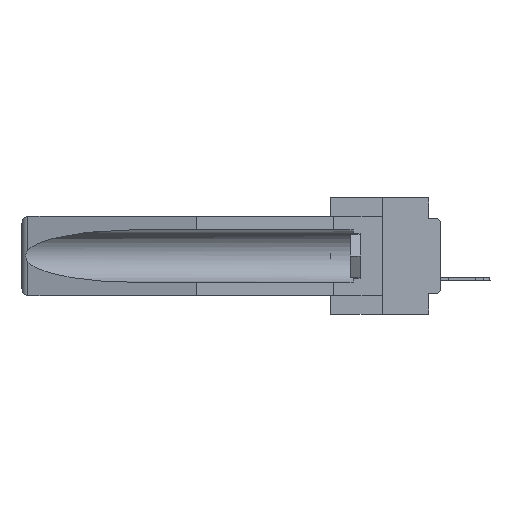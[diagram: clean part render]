
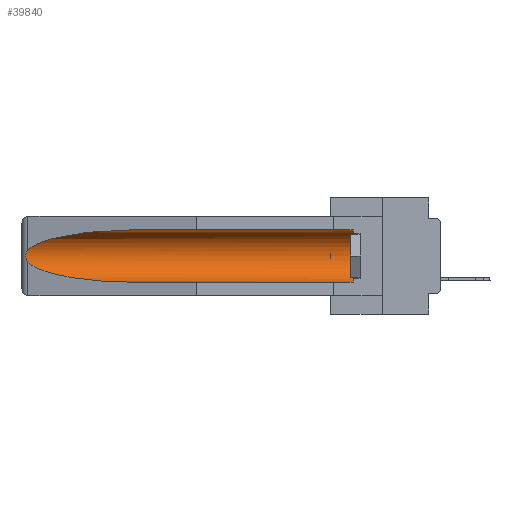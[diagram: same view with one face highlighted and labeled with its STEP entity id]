
A CAD part, left-side view. The second image highlights one B-rep face of the part: STEP entity #39840.
In plain terms, the highlighted cylindrical face has radius 2.857 mm (diameter 5.715 mm), a partial arc.
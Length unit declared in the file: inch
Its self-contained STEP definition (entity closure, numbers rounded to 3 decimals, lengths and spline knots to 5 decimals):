
#257 = CARTESIAN_POINT ( 'NONE',  ( 0.2675, 1.53308, -0.17534 ) ) ;
#2135 = AXIS2_PLACEMENT_3D ( 'NONE', #37422, #25285, #34856 ) ;
#2624 = CARTESIAN_POINT ( 'NONE',  ( 0.155, 1.07973, -0.059 ) ) ;
#3228 = CARTESIAN_POINT ( 'NONE',  ( 0.26597, 1.52961, -0.15275 ) ) ;
#3655 = VECTOR ( 'NONE', #21231, 39.37008 ) ;
#3664 = EDGE_CURVE ( 'NONE', #33286, #3874, #31051, .T. ) ;
#3874 = VERTEX_POINT ( 'NONE', #38735 ) ;
#4147 = EDGE_CURVE ( 'NONE', #7885, #33286, #8775, .T. ) ;
#5649 = VERTEX_POINT ( 'NONE', #33414 ) ;
#6483 = CARTESIAN_POINT ( 'NONE',  ( 0.2673, 1.53269, -0.17917 ) ) ;
#7885 = VERTEX_POINT ( 'NONE', #35497 ) ;
#8115 = ORIENTED_EDGE ( 'NONE', *, *, #36805, .T. ) ;
#8261 =( BOUNDED_CURVE ( )  B_SPLINE_CURVE ( 3, ( #2624, #39710, #24467, #12442 ),
 .UNSPECIFIED., .F., .F. ) 
 B_SPLINE_CURVE_WITH_KNOTS ( ( 4, 4 ),
 ( 4.71239, 6.08839 ),
 .UNSPECIFIED. ) 
 CURVE ( )  GEOMETRIC_REPRESENTATION_ITEM ( )  RATIONAL_B_SPLINE_CURVE ( ( 1., 0.848, 0.848, 1. ) ) 
 REPRESENTATION_ITEM ( '' )  );
#8445 = ORIENTED_EDGE ( 'NONE', *, *, #27440, .F. ) ;
#8571 = ORIENTED_EDGE ( 'NONE', *, *, #4147, .T. ) ;
#8775 = B_SPLINE_CURVE_WITH_KNOTS ( 'NONE', 3,
 ( #25073, #3228, #9432, #28186, #9696, #257, #6483, #24684, #18454, #12112 ),
 .UNSPECIFIED., .F., .F.,
 ( 4, 2, 2, 2, 4 ),
 ( 0., 0.00029, 0.00058, 0.00087, 0.00117 ),
 .UNSPECIFIED. ) ;
#9205 = CARTESIAN_POINT ( 'NONE',  ( 0.21114, 1.30732, -0.284 ) ) ;
#9402 = CARTESIAN_POINT ( 'NONE',  ( 0.26537, 1.52718, -0.19328 ) ) ;
#9432 = CARTESIAN_POINT ( 'NONE',  ( 0.26654, 1.53092, -0.15636 ) ) ;
#9696 = CARTESIAN_POINT ( 'NONE',  ( 0.2675, 1.53308, -0.16763 ) ) ;
#10684 = ORIENTED_EDGE ( 'NONE', *, *, #23065, .T. ) ;
#11767 = CARTESIAN_POINT ( 'NONE',  ( 0.155, -0.30754, -0.284 ) ) ;
#11997 = DIRECTION ( 'NONE',  ( 0., 0., 1. ) ) ;
#12112 = CARTESIAN_POINT ( 'NONE',  ( 0.26537, 1.52718, -0.19328 ) ) ;
#12169 = CARTESIAN_POINT ( 'NONE',  ( 0.155, 0.126, -0.284 ) ) ;
#12348 = LINE ( 'NONE', #11767, #3655 ) ;
#12432 = CARTESIAN_POINT ( 'NONE',  ( 0.155, 1.07973, -0.284 ) ) ;
#12442 = CARTESIAN_POINT ( 'NONE',  ( 0.26537, 1.52718, -0.14972 ) ) ;
#14896 = VERTEX_POINT ( 'NONE', #12169 ) ;
#15293 = CARTESIAN_POINT ( 'NONE',  ( 0.26537, 1.52718, -0.19328 ) ) ;
#18454 = CARTESIAN_POINT ( 'NONE',  ( 0.26597, 1.5296, -0.19026 ) ) ;
#19333 = FACE_OUTER_BOUND ( 'NONE', #37534, .T. ) ;
#21231 = DIRECTION ( 'NONE',  ( 0., 1., 0. ) ) ;
#21594 = CARTESIAN_POINT ( 'NONE',  ( 0.155, 0.126, -0.1715 ) ) ;
#22903 = AXIS2_PLACEMENT_3D ( 'NONE', #21594, #30521, #11997 ) ;
#23065 = EDGE_CURVE ( 'NONE', #34392, #5649, #30054, .T. ) ;
#24467 = CARTESIAN_POINT ( 'NONE',  ( 0.25451, 1.48313, -0.09465 ) ) ;
#24684 = CARTESIAN_POINT ( 'NONE',  ( 0.26655, 1.53094, -0.18657 ) ) ;
#25073 = CARTESIAN_POINT ( 'NONE',  ( 0.26537, 1.52718, -0.14972 ) ) ;
#25285 = DIRECTION ( 'NONE',  ( 0., 1., 0. ) ) ;
#27440 = EDGE_CURVE ( 'NONE', #14896, #3874, #12348, .T. ) ;
#27698 = CARTESIAN_POINT ( 'NONE',  ( 0.25451, 1.48313, -0.24835 ) ) ;
#28186 = CARTESIAN_POINT ( 'NONE',  ( 0.2673, 1.5327, -0.16383 ) ) ;
#29060 = VECTOR ( 'NONE', #37737, 39.37008 ) ;
#30054 = LINE ( 'NONE', #31680, #29060 ) ;
#30521 = DIRECTION ( 'NONE',  ( 0., -1., 0. ) ) ;
#31051 =( BOUNDED_CURVE ( )  B_SPLINE_CURVE ( 3, ( #15293, #27698, #9205, #12432 ),
 .UNSPECIFIED., .F., .F. ) 
 B_SPLINE_CURVE_WITH_KNOTS ( ( 4, 4 ),
 ( 0.1948, 1.5708 ),
 .UNSPECIFIED. ) 
 CURVE ( )  GEOMETRIC_REPRESENTATION_ITEM ( )  RATIONAL_B_SPLINE_CURVE ( ( 1., 0.848, 0.848, 1. ) ) 
 REPRESENTATION_ITEM ( '' )  );
#31230 = CIRCLE ( 'NONE', #22903, 0.1125 ) ;
#31680 = CARTESIAN_POINT ( 'NONE',  ( 0.155, -0.30754, -0.059 ) ) ;
#32913 = ORIENTED_EDGE ( 'NONE', *, *, #35586, .T. ) ;
#32943 = CARTESIAN_POINT ( 'NONE',  ( 0.155, 0.126, -0.059 ) ) ;
#33286 = VERTEX_POINT ( 'NONE', #9402 ) ;
#33414 = CARTESIAN_POINT ( 'NONE',  ( 0.155, 1.07973, -0.059 ) ) ;
#34392 = VERTEX_POINT ( 'NONE', #32943 ) ;
#34856 = DIRECTION ( 'NONE',  ( 0., 0., 1. ) ) ;
#35497 = CARTESIAN_POINT ( 'NONE',  ( 0.26537, 1.52718, -0.14972 ) ) ;
#35586 = EDGE_CURVE ( 'NONE', #14896, #34392, #31230, .T. ) ;
#36712 = CYLINDRICAL_SURFACE ( 'NONE', #2135, 0.1125 ) ;
#36805 = EDGE_CURVE ( 'NONE', #5649, #7885, #8261, .T. ) ;
#37422 = CARTESIAN_POINT ( 'NONE',  ( 0.155, -0.30754, -0.1715 ) ) ;
#37534 = EDGE_LOOP ( 'NONE', ( #8115, #8571, #37950, #8445, #32913, #10684 ) ) ;
#37737 = DIRECTION ( 'NONE',  ( 0., 1., 0. ) ) ;
#37950 = ORIENTED_EDGE ( 'NONE', *, *, #3664, .T. ) ;
#38735 = CARTESIAN_POINT ( 'NONE',  ( 0.155, 1.07973, -0.284 ) ) ;
#39710 = CARTESIAN_POINT ( 'NONE',  ( 0.21114, 1.30732, -0.059 ) ) ;
#39840 = ADVANCED_FACE ( 'NONE', ( #19333 ), #36712, .F. ) ;
